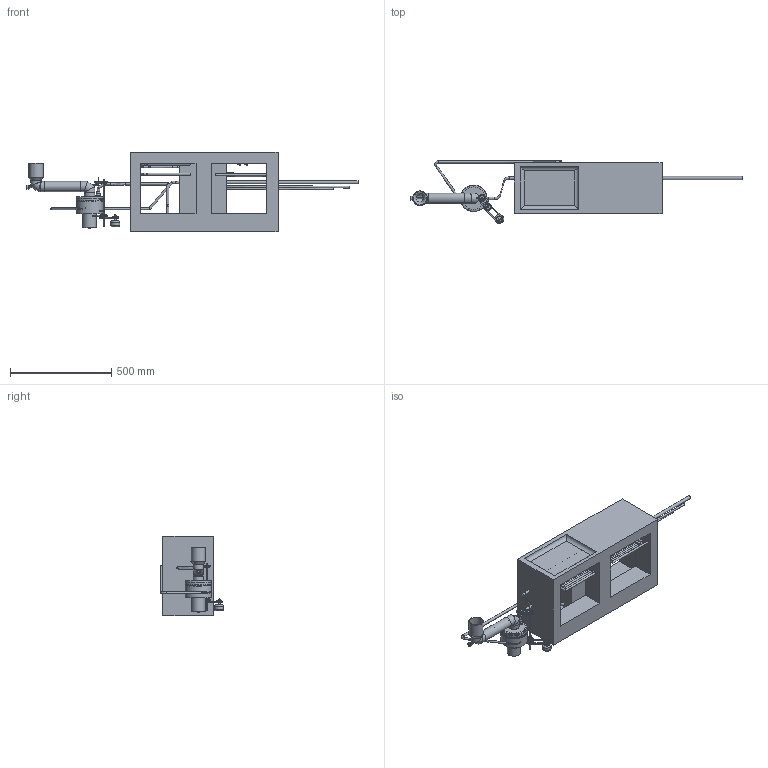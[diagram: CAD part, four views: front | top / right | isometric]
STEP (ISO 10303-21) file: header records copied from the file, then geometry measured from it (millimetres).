
FILE_DESCRIPTION(/* description */ (''),/* implementation_level */ '2;1');
FILE_NAME(/* name */ 'Pulveriser v7.step',/* time_stamp */ '2022-10-29T16:11:43+05:30',/* author */ (''),/* organization */ (''),/* preprocessor_version */ 'ST-DEVELOPER v19.2',/* originating_system */ 'Autodesk Translation Framework v11.17.0.187',/* authorisation */ '');
FILE_SCHEMA (('AUTOMOTIVE_DESIGN { 1 0 10303 214 3 1 1 }'));
Products named in the file (1): Pulveriser
Bounding box: 1639.58 x 310.31 x 395 mm (x, y, z)
Volume: 23927213.9 mm3; surface area: 3538272.7 mm2
Topology: 56 solids, 78 shells, 1672 faces, 3936 edges, 2514 vertices
Faces by surface type: plane 667, cylinder 660, bspline 236, torus 107, sphere 2
Full cylindrical faces by diameter (mm): 0.1 x2, 2 x3, 2.723 x2, 4 x1, 5 x1, 6 x1, 7 x41, 8 x137, 9 x41, 9.307 x1, 10 x122, 10.455 x1, 12 x114, 15 x1, 15.492 x1, 17 x1, 19.352 x1, 25 x1, 25.001 x1, 30 x6, 40 x18, 43.181 x1, 44.721 x1, 50 x9, 59.468 x1, 64.902 x1, 65.169 x1, 67.169 x1, 70.711 x1, 88.569 x2
Entity records: 61533 total; most frequent: CARTESIAN_POINT 23105, DIRECTION 7946, ORIENTED_EDGE 7830, EDGE_CURVE 3935, AXIS2_PLACEMENT_3D 3219, VERTEX_POINT 2514, EDGE_LOOP 1988, FACE_OUTER_BOUND 1672
